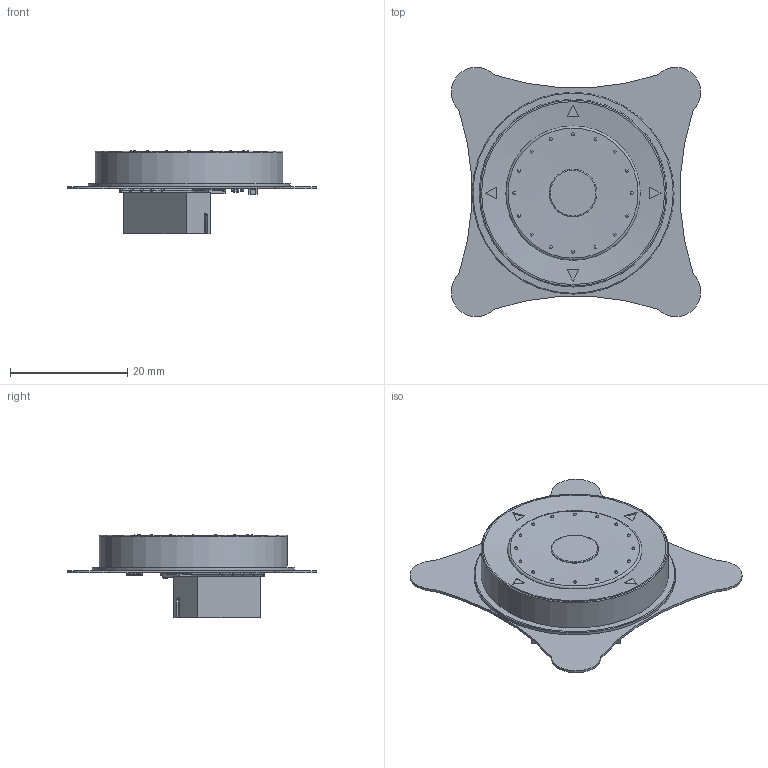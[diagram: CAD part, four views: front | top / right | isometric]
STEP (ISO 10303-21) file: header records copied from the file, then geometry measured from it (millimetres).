
FILE_DESCRIPTION(('Open CASCADE Model'),'2;1');
FILE_NAME('Open CASCADE Shape Model','2019-04-05T16:02:08',('Author'),( 'Open CASCADE'),'Open CASCADE STEP processor 6.8','Open CASCADE 6.8' ,'Unknown');
FILE_SCHEMA(('AUTOMOTIVE_DESIGN { 1 0 10303 214 1 1 1 1 }'));
Length unit declared in the file: millimetre
Products named in the file (45): PCB; Board; Open CASCADE STEP translator 6.8 2.1.1; SW1; part1; U1; User_Library-QFN20_4x4x0_8; R7; User_Library-R_0402; R6; R5; R4; R3; R2; R1; L1; User_Library-V0402HD; User_Library-V0402HD_K_X_F6rper_1; User_Library-V0402HD_Anschl_X_FCsse_1; CON1; User_Library-JST-XH-2_5mm-5; C4; User_Library-Capacitor_0402; C3; C2; C1; User_Library-CAPC1608X09
Assembly tree (52 placements, depth 4):
  PCB
    Board
      Open CASCADE STEP translator 6.8 2.1.1
    SW1
      part1
      part1
      part1
      part1
      part1
      part1
      part1
      part1
      part1
      part1
      part1
      part1
      part1
      part1
      part1
      part1
      part1
      part1
      part1
    U1
      User_Library-QFN20_4x4x0_8
    R7
      User_Library-R_0402
    R6
      User_Library-R_0402
    R5
      User_Library-R_0402
    R4
      User_Library-R_0402
    R3
      User_Library-R_0402
    R2
      User_Library-R_0402
    R1
      User_Library-R_0402
    L1
      User_Library-V0402HD
        User_Library-V0402HD_K_X_F6rper_1
        User_Library-V0402HD_Anschl_X_FCsse_1
    CON1
      User_Library-JST-XH-2_5mm-5
    C4
      User_Library-Capacitor_0402
    C3
      User_Library-Capacitor_0402
    C2
      User_Library-Capacitor_0402
    C1
      User_Library-CAPC1608X09
Bounding box: 42.45 x 42.45 x 14.16 mm (x, y, z)
Volume: 5551 mm3; surface area: 7495.1 mm2
Topology: 58 solids, 61 shells, 1273 faces, 3084 edges, 1896 vertices
Faces by surface type: plane 750, bspline 264, cylinder 189, sphere 64, torus 4, cone 2
Full cylindrical faces by diameter (mm): 8.1 x2, 22.9 x2, 32 x1, 34.4 x1
Entity records: 22044 total; most frequent: CARTESIAN_POINT 5484, ORIENTED_EDGE 2656, DIRECTION 2568, EDGE_CURVE 1328, LINE 924, VECTOR 924, VERTEX_POINT 840, AXIS2_PLACEMENT_3D 822
